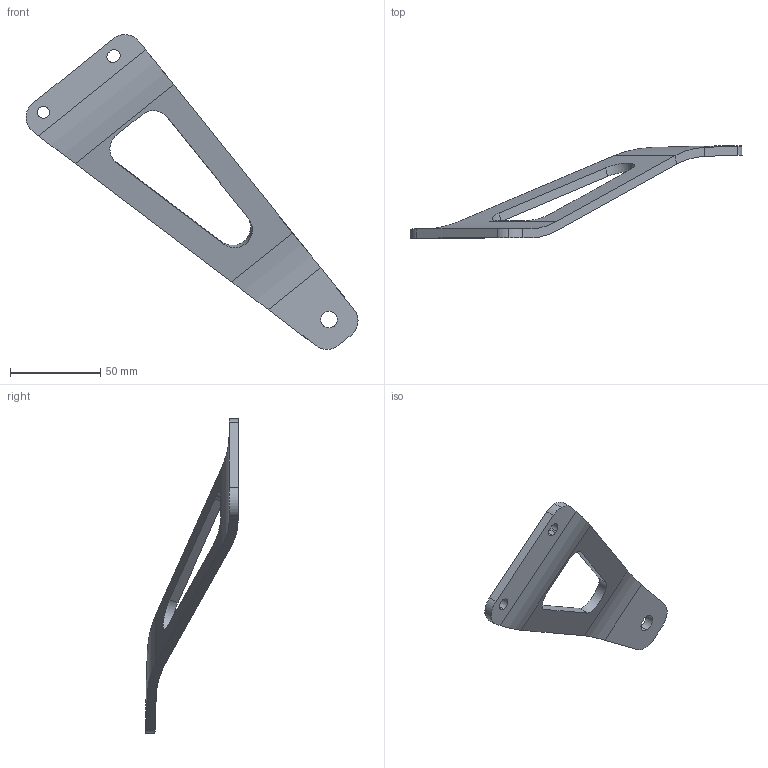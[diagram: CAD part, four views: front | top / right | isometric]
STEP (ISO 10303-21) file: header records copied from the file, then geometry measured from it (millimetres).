
FILE_DESCRIPTION (( 'STEP AP203' ), '1' );
FILE_NAME ('Pate echappement Akra Carbonin.STEP', '2024-07-25T09:07:08', ( '' ), ( '' ), 'SwSTEP 2.0', 'SolidWorks 2024', '' );
FILE_SCHEMA (( 'CONFIG_CONTROL_DESIGN' ));
Length unit declared in the file: millimetre
Products named in the file (1): Pate echappement Akra Carbonin
Bounding box: 183.62 x 51.17 x 174.2 mm (x, y, z)
Volume: 43307.4 mm3; surface area: 21515.1 mm2
Topology: 1 solids, 1 shells, 40 faces, 102 edges, 64 vertices
Faces by surface type: plane 18, cylinder 14, bspline 8
Entity records: 1364 total; most frequent: CARTESIAN_POINT 373, ORIENTED_EDGE 204, DIRECTION 166, EDGE_CURVE 102, VERTEX_POINT 64, LINE 56, VECTOR 56, AXIS2_PLACEMENT_3D 55
